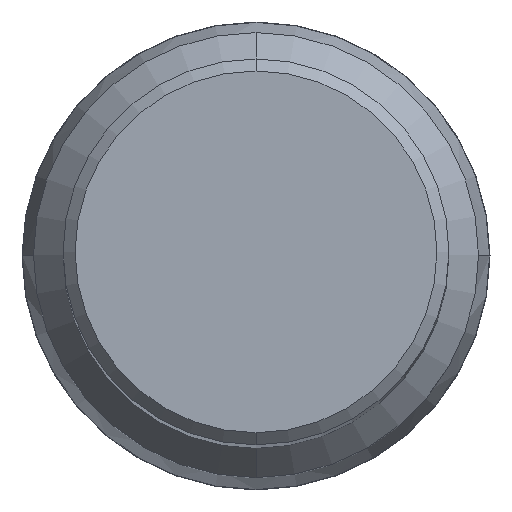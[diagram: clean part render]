
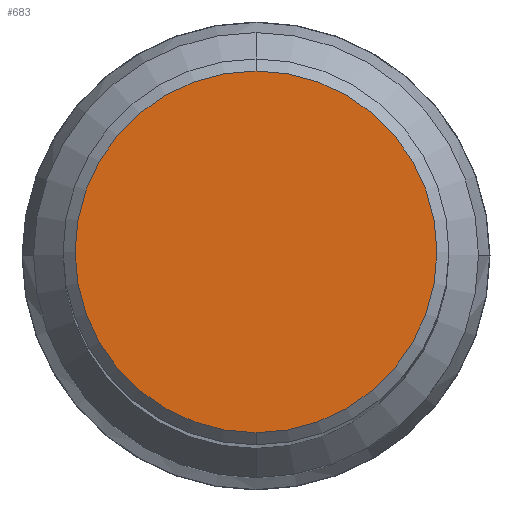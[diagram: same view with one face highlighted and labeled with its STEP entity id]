
A CAD part, top view. The second image highlights one B-rep face of the part: STEP entity #683.
In plain terms, the highlighted planar face has unit normal (0, 0, 1).
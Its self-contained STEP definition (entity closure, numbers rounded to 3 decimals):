
#317=VERTEX_POINT('',#818);
#335=EDGE_CURVE('',#317,#705,#838,.T.);
#683=ADVANCED_FACE('',(#1216),#1217,.T.);
#705=VERTEX_POINT('',#1240);
#741=EDGE_CURVE('',#705,#317,#1280,.T.);
#818=CARTESIAN_POINT('',(0.0,15.0,0.0));
#838=CIRCLE('',#1389,15.0);
#1216=FACE_OUTER_BOUND('',#2158,.T.);
#1217=PLANE('',#2159);
#1240=CARTESIAN_POINT('',(0.,-15.0,0.0));
#1280=CIRCLE('',#2242,15.0);
#1389=AXIS2_PLACEMENT_3D('',#2344,#2345,#2346);
#2158=EDGE_LOOP('',(#2805,#2806));
#2159=AXIS2_PLACEMENT_3D('',#2807,#2808,#2809);
#2242=AXIS2_PLACEMENT_3D('',#2890,#2891,#2892);
#2344=CARTESIAN_POINT('',(0.0,0.0,0.0));
#2345=DIRECTION('',(0.0,0.0,-1.0));
#2346=DIRECTION('',(0.0,1.0,0.0));
#2805=ORIENTED_EDGE('',*,*,#335,.F.);
#2806=ORIENTED_EDGE('',*,*,#741,.F.);
#2807=CARTESIAN_POINT('',(0.0,7.5,0.0));
#2808=DIRECTION('',(-0.0,0.0,1.0));
#2809=DIRECTION('',(0.0,-1.0,0.0));
#2890=CARTESIAN_POINT('',(0.0,0.0,0.0));
#2891=DIRECTION('',(0.0,0.0,-1.0));
#2892=DIRECTION('',(0.0,1.0,0.0));
